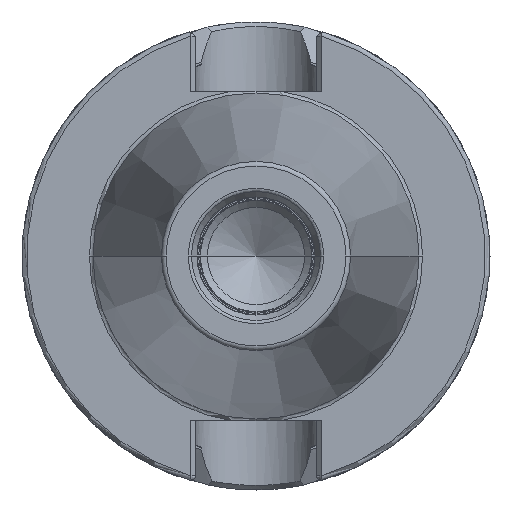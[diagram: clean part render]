
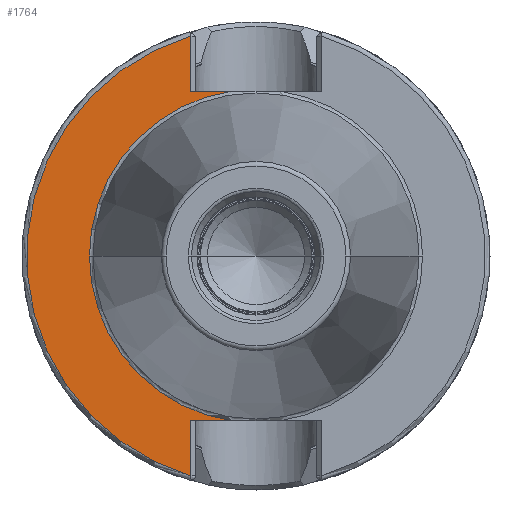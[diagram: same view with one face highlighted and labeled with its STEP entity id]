
A CAD part, left-side view. The second image highlights one B-rep face of the part: STEP entity #1764.
In plain terms, the highlighted planar face has unit normal (-1, 0, 0).
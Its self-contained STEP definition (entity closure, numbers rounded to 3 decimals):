
#96=CARTESIAN_POINT('',(3.,0.,0.));
#97=DIRECTION('',(-1.,0.,0.));
#98=DIRECTION('',(0.,1.,0.));
#99=AXIS2_PLACEMENT_3D('',#96,#97,#98);
#127=DIRECTION('',(0.,0.,1.));
#128=VECTOR('',#127,11.773);
#129=CARTESIAN_POINT('',(3.,13.902,-46.973));
#130=LINE('',#129,#128);
#131=DIRECTION('',(0.,0.,1.));
#132=VECTOR('',#131,11.773);
#133=CARTESIAN_POINT('',(3.,13.903,35.2));
#134=LINE('',#133,#132);
#588=CARTESIAN_POINT('',(3.,0.,0.));
#589=DIRECTION('',(-1.,0.,0.));
#590=DIRECTION('',(0.,0.284,0.959));
#591=AXIS2_PLACEMENT_3D('',#588,#589,#590);
#683=DIRECTION('',(0.,1.,0.));
#684=VECTOR('',#683,8.751);
#685=CARTESIAN_POINT('',(3.,5.152,35.2));
#686=LINE('',#685,#684);
#704=CARTESIAN_POINT('',(3.,0.,0.));
#705=DIRECTION('',(1.,0.,0.));
#706=DIRECTION('',(0.,1.,0.));
#707=AXIS2_PLACEMENT_3D('',#704,#705,#706);
#741=DIRECTION('',(0.,-1.,0.));
#742=VECTOR('',#741,8.751);
#743=CARTESIAN_POINT('',(3.,13.903,-35.2));
#744=LINE('',#743,#742);
#1374=CARTESIAN_POINT('',(3.,35.575,0.));
#1376=VERTEX_POINT('',#1374);
#1444=CARTESIAN_POINT('',(3.,5.152,35.2));
#1445=VERTEX_POINT('',#1444);
#1452=CARTESIAN_POINT('',(3.,5.152,-35.2));
#1453=VERTEX_POINT('',#1452);
#1490=CARTESIAN_POINT('',(3.,13.903,46.973));
#1492=VERTEX_POINT('',#1490);
#1494=CARTESIAN_POINT('',(3.,13.903,35.2));
#1495=VERTEX_POINT('',#1494);
#1504=CARTESIAN_POINT('',(3.,13.902,-46.973));
#1505=CARTESIAN_POINT('',(3.,13.903,-35.2));
#1506=VERTEX_POINT('',#1504);
#1507=VERTEX_POINT('',#1505);
#1744=CARTESIAN_POINT('',(3.,0.,0.));
#1745=DIRECTION('',(1.,0.,0.));
#1746=DIRECTION('',(0.,-1.,0.));
#1747=AXIS2_PLACEMENT_3D('',#1744,#1745,#1746);
#1748=PLANE('',#1747);
#1750=ORIENTED_EDGE('',*,*,#1749,.F.);
#1752=ORIENTED_EDGE('',*,*,#1751,.F.);
#1754=ORIENTED_EDGE('',*,*,#1753,.F.);
#1756=ORIENTED_EDGE('',*,*,#1755,.F.);
#1758=ORIENTED_EDGE('',*,*,#1757,.F.);
#1759=ORIENTED_EDGE('',*,*,#1730,.T.);
#1761=ORIENTED_EDGE('',*,*,#1760,.F.);
#1762=EDGE_LOOP('',(#1750,#1752,#1754,#1756,#1758,#1759,#1761));
#1763=FACE_OUTER_BOUND('',#1762,.F.);
#1764=ADVANCED_FACE('',(#1763),#1748,.F.);
#100=CIRCLE('',#99,35.575);
#592=CIRCLE('',#591,48.988);
#708=CIRCLE('',#707,35.575);
#1730=EDGE_CURVE('',#1376,#1453,#100,.T.);
#1749=EDGE_CURVE('',#1506,#1507,#130,.T.);
#1751=EDGE_CURVE('',#1492,#1506,#592,.T.);
#1753=EDGE_CURVE('',#1495,#1492,#134,.T.);
#1755=EDGE_CURVE('',#1445,#1495,#686,.T.);
#1757=EDGE_CURVE('',#1376,#1445,#708,.T.);
#1760=EDGE_CURVE('',#1507,#1453,#744,.T.);
